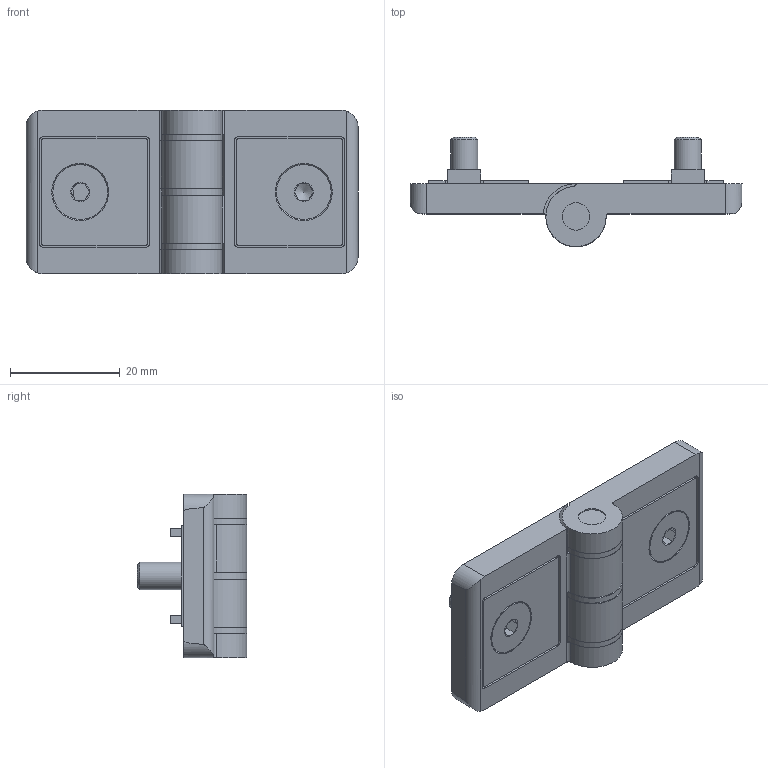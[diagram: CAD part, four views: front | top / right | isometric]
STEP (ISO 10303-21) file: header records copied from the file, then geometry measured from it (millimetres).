
FILE_DESCRIPTION(/* description */ (''),/* implementation_level */ '2;1');
FILE_NAME(/* name */ '10466_Scharnier_6_Zn_6_6.stp',/* time_stamp */ '2020-08-19T16:23:52+02:00',/* author */ ('Nell'),/* organization */ (''),/* preprocessor_version */ 'ST-DEVELOPER v17',/* originating_system */ 'Autodesk Inventor 2018',/* authorisation */ '');
FILE_SCHEMA (('AUTOMOTIVE_DESIGN { 1 0 10303 214 3 1 1 }'));
Length unit declared in the file: millimetre
Products named in the file (10): Scharnier 6 Zn 6_6; Scharnier 6 Zn 6_62; Scharnier 6 Zn 6_63; Scharnier 6 Zn 6_65; Scharnier 6 Zn 6_66; Scharnier 6 Zn 6_67; Scharnier 6 Zn 6_68; Scharnier 6 Zn 6_69; Scharnier 6 Zn 6_610; Scharnier 6 Zn 6_61
Assembly tree (10 placements, depth 2):
  Scharnier 6 Zn 6_6
    Scharnier 6 Zn 6_61  x2
    Scharnier 6 Zn 6_62
    Scharnier 6 Zn 6_63
    Scharnier 6 Zn 6_65
    Scharnier 6 Zn 6_66
    Scharnier 6 Zn 6_67
    Scharnier 6 Zn 6_68
    Scharnier 6 Zn 6_69
    Scharnier 6 Zn 6_610
Bounding box: 60.6 x 20 x 29.8 mm (x, y, z)
Volume: 11573.5 mm3; surface area: 10394.6 mm2
Topology: 10 solids, 10 shells, 209 faces, 527 edges, 334 vertices
Faces by surface type: plane 128, cylinder 71, cone 10
Full cylindrical faces by diameter (mm): 3.465 x2, 5 x10, 5.3 x2, 10 x2, 10.4 x2, 11 x3
Entity records: 5669 total; most frequent: CARTESIAN_POINT 1003, DIRECTION 978, ORIENTED_EDGE 862, EDGE_CURVE 431, AXIS2_PLACEMENT_3D 370, VERTEX_POINT 271, LINE 238, VECTOR 238
